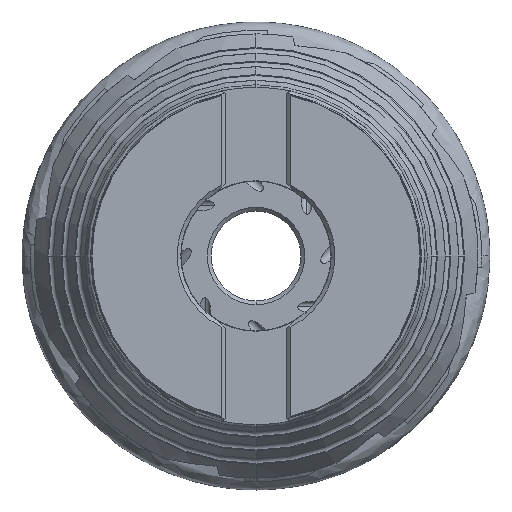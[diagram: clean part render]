
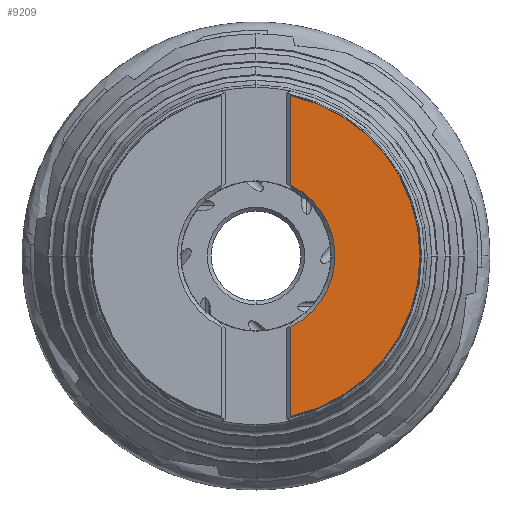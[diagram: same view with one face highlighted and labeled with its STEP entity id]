
A CAD part, left-side view. The second image highlights one B-rep face of the part: STEP entity #9209.
In plain terms, the highlighted planar face has unit normal (-1, 0, 0).
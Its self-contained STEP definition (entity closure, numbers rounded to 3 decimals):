
#802 = DIRECTION ( 'NONE',  ( 0., 0., 1. ) ) ;
#904 = AXIS2_PLACEMENT_3D ( 'NONE', #7526, #8357, #3117 ) ;
#1093 = DIRECTION ( 'NONE',  ( 0., 0., 1. ) ) ;
#2226 = LINE ( 'NONE', #7938, #6371 ) ;
#2302 = DIRECTION ( 'NONE',  ( 0., 0., -1. ) ) ;
#2429 = CIRCLE ( 'NONE', #6374, 43.79 ) ;
#2894 = CIRCLE ( 'NONE', #904, 21.075 ) ;
#3117 = DIRECTION ( 'NONE',  ( 0., 0., -1. ) ) ;
#3214 = DIRECTION ( 'NONE',  ( -1., 0., 0. ) ) ;
#3846 = LINE ( 'NONE', #7378, #8688 ) ;
#4045 = DIRECTION ( 'NONE',  ( 1., 0., 0. ) ) ;
#4067 = AXIS2_PLACEMENT_3D ( 'NONE', #5872, #3214, #5839 ) ;
#4095 = VERTEX_POINT ( 'NONE', #8850 ) ;
#4153 = EDGE_CURVE ( 'NONE', #8039, #9453, #2226, .T. ) ;
#4586 = EDGE_LOOP ( 'NONE', ( #11243, #9950, #9736, #10434 ) ) ;
#4741 = VERTEX_POINT ( 'NONE', #10763 ) ;
#5839 = DIRECTION ( 'NONE',  ( 0., 0., 1. ) ) ;
#5872 = CARTESIAN_POINT ( 'NONE',  ( -48.7, 43.79, 0. ) ) ;
#6237 = EDGE_CURVE ( 'NONE', #4095, #9453, #2894, .T. ) ;
#6371 = VECTOR ( 'NONE', #802, 1000. ) ;
#6374 = AXIS2_PLACEMENT_3D ( 'NONE', #7596, #4045, #2302 ) ;
#6887 = CARTESIAN_POINT ( 'NONE',  ( -48.7, -9.2, -42.813 ) ) ;
#7378 = CARTESIAN_POINT ( 'NONE',  ( -48.7, -9.2, -55. ) ) ;
#7526 = CARTESIAN_POINT ( 'NONE',  ( -48.7, 0., 0. ) ) ;
#7596 = CARTESIAN_POINT ( 'NONE',  ( -48.7, 0., 0. ) ) ;
#7938 = CARTESIAN_POINT ( 'NONE',  ( -48.7, -9.2, -55. ) ) ;
#8039 = VERTEX_POINT ( 'NONE', #6887 ) ;
#8357 = DIRECTION ( 'NONE',  ( 1., 0., 0. ) ) ;
#8542 = FACE_OUTER_BOUND ( 'NONE', #4586, .T. ) ;
#8688 = VECTOR ( 'NONE', #1093, 1000. ) ;
#8850 = CARTESIAN_POINT ( 'NONE',  ( -48.7, -9.2, 18.961 ) ) ;
#8852 = EDGE_CURVE ( 'NONE', #4095, #4741, #3846, .T. ) ;
#9209 = ADVANCED_FACE ( 'NONE', ( #8542 ), #11148, .T. ) ;
#9453 = VERTEX_POINT ( 'NONE', #10620 ) ;
#9736 = ORIENTED_EDGE ( 'NONE', *, *, #8852, .F. ) ;
#9950 = ORIENTED_EDGE ( 'NONE', *, *, #10654, .F. ) ;
#10434 = ORIENTED_EDGE ( 'NONE', *, *, #6237, .T. ) ;
#10620 = CARTESIAN_POINT ( 'NONE',  ( -48.7, -9.2, -18.961 ) ) ;
#10654 = EDGE_CURVE ( 'NONE', #4741, #8039, #2429, .T. ) ;
#10763 = CARTESIAN_POINT ( 'NONE',  ( -48.7, -9.2, 42.813 ) ) ;
#11148 = PLANE ( 'NONE',  #4067 ) ;
#11243 = ORIENTED_EDGE ( 'NONE', *, *, #4153, .F. ) ;
